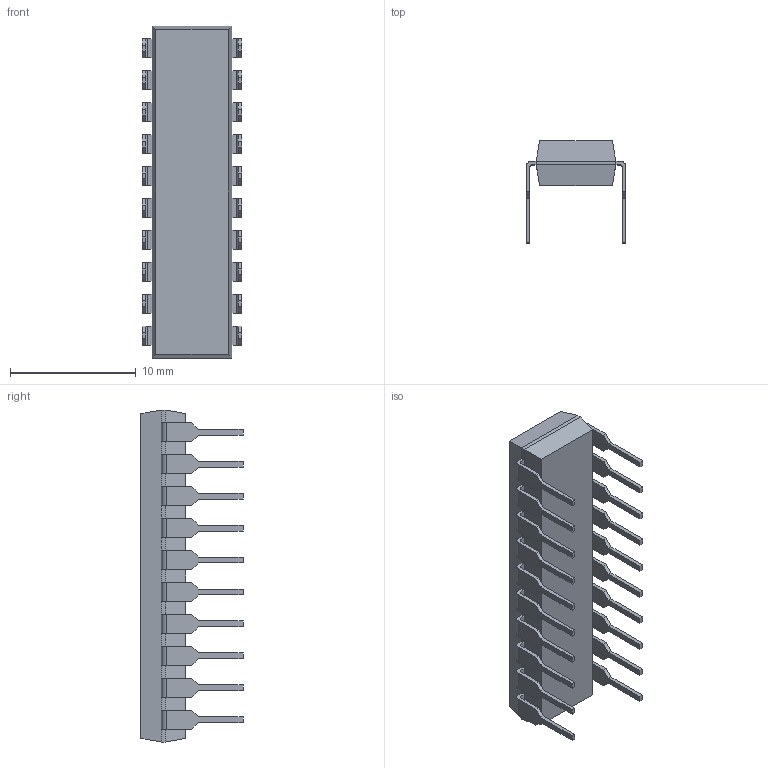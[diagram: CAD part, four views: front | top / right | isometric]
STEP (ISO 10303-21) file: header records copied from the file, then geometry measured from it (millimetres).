
FILE_DESCRIPTION (( 'STEP AP214' ), '1' );
FILE_NAME ('MC14489BPE.STEP', '2022-03-22T05:18:17', ( '' ), ( '' ), 'SwSTEP 2.0', 'SolidWorks 2017', '' );
FILE_SCHEMA (( 'AUTOMOTIVE_DESIGN' ));
Length unit declared in the file: inch
Products named in the file (1): MC14489BPE
Bounding box: 7.91 x 8.13 x 26.42 mm (x, y, z)
Volume: 603.1 mm3; surface area: 887.3 mm2
Topology: 22 solids, 22 shells, 306 faces, 773 edges, 512 vertices
Faces by surface type: plane 260, cylinder 46
Entity records: 9340 total; most frequent: CARTESIAN_POINT 1592, ORIENTED_EDGE 1546, DIRECTION 1479, EDGE_CURVE 773, VECTOR 681, LINE 681, VERTEX_POINT 512, AXIS2_PLACEMENT_3D 399
